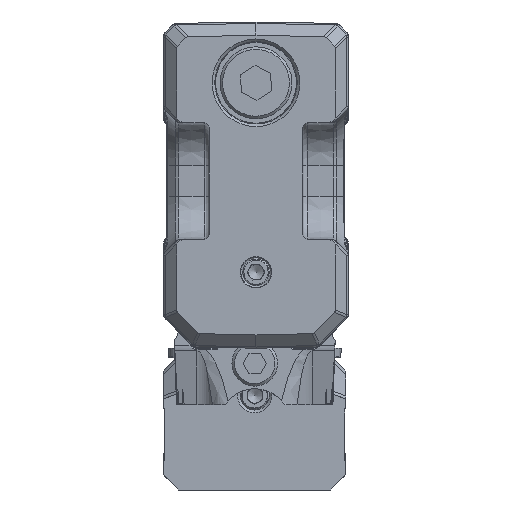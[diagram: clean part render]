
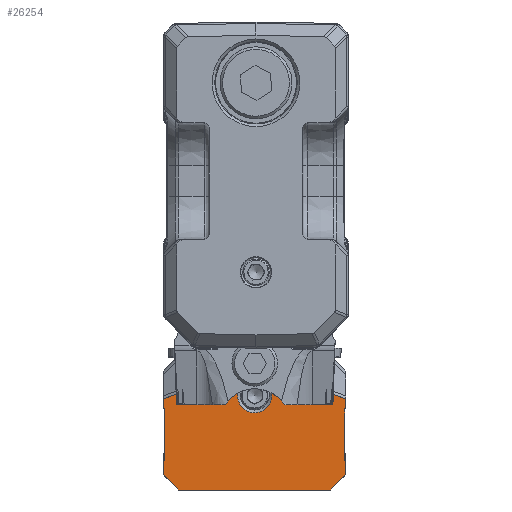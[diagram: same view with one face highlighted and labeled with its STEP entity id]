
A CAD part, front view. The second image highlights one B-rep face of the part: STEP entity #26254.
In plain terms, the highlighted planar face has unit normal (0, -1, 0).
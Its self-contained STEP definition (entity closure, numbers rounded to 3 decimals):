
#21312=FACE_BOUND('',#40750,.T.);
#21313=FACE_BOUND('',#40751,.T.);
#26254=ADVANCED_FACE('',(#21312,#21313),#29448,.F.);
#29448=PLANE('',#122212);
#40750=EDGE_LOOP('',(#64855,#64856,#64857,#64858,#64859,#64860,#64861,#64862,
#64863,#64864,#64865,#64866,#64867,#64868,#64869,#64870,#64871,#64872,#64873,
#64874,#64875,#64876));
#40751=EDGE_LOOP('',(#64877));
#64855=ORIENTED_EDGE('',*,*,#90591,.T.);
#64856=ORIENTED_EDGE('',*,*,#87686,.T.);
#64857=ORIENTED_EDGE('',*,*,#87687,.F.);
#64858=ORIENTED_EDGE('',*,*,#87705,.T.);
#64859=ORIENTED_EDGE('',*,*,#90590,.T.);
#64860=ORIENTED_EDGE('',*,*,#90339,.T.);
#64861=ORIENTED_EDGE('',*,*,#88273,.F.);
#64862=ORIENTED_EDGE('',*,*,#90406,.T.);
#64863=ORIENTED_EDGE('',*,*,#90578,.T.);
#64864=ORIENTED_EDGE('',*,*,#87760,.T.);
#64865=ORIENTED_EDGE('',*,*,#87746,.T.);
#64866=ORIENTED_EDGE('',*,*,#87735,.T.);
#64867=ORIENTED_EDGE('',*,*,#88260,.T.);
#64868=ORIENTED_EDGE('',*,*,#90409,.F.);
#64869=ORIENTED_EDGE('',*,*,#90057,.F.);
#64870=ORIENTED_EDGE('',*,*,#90059,.F.);
#64871=ORIENTED_EDGE('',*,*,#90468,.F.);
#64872=ORIENTED_EDGE('',*,*,#88211,.T.);
#64873=ORIENTED_EDGE('',*,*,#90470,.T.);
#64874=ORIENTED_EDGE('',*,*,#90364,.T.);
#64875=ORIENTED_EDGE('',*,*,#90363,.T.);
#64876=ORIENTED_EDGE('',*,*,#90044,.T.);
#64877=ORIENTED_EDGE('',*,*,#87987,.T.);
#75641=VERTEX_POINT('',#191934);
#75642=VERTEX_POINT('',#191936);
#75643=VERTEX_POINT('',#191940);
#75658=VERTEX_POINT('',#191974);
#75679=VERTEX_POINT('',#192031);
#75682=VERTEX_POINT('',#192036);
#75692=VERTEX_POINT('',#192060);
#75701=VERTEX_POINT('',#192084);
#75887=VERTEX_POINT('',#192648);
#76065=VERTEX_POINT('',#193155);
#76066=VERTEX_POINT('',#193157);
#76112=VERTEX_POINT('',#193316);
#76121=VERTEX_POINT('',#193340);
#76122=VERTEX_POINT('',#193342);
#77247=VERTEX_POINT('',#204962);
#77248=VERTEX_POINT('',#204964);
#77254=VERTEX_POINT('',#204985);
#77255=VERTEX_POINT('',#204987);
#77256=VERTEX_POINT('',#204991);
#77374=VERTEX_POINT('',#206671);
#77385=VERTEX_POINT('',#206754);
#77386=VERTEX_POINT('',#206758);
#77400=VERTEX_POINT('',#206913);
#87686=EDGE_CURVE('',#75641,#75642,#98506,.T.);
#87687=EDGE_CURVE('',#75643,#75642,#98507,.T.);
#87705=EDGE_CURVE('',#75643,#75658,#98520,.T.);
#87735=EDGE_CURVE('',#75679,#75682,#98541,.T.);
#87746=EDGE_CURVE('',#75692,#75679,#98547,.T.);
#87760=EDGE_CURVE('',#75701,#75692,#98558,.T.);
#87987=EDGE_CURVE('',#75887,#75887,#111751,.T.);
#88211=EDGE_CURVE('',#76066,#76065,#98770,.T.);
#88260=EDGE_CURVE('',#75682,#76112,#98789,.T.);
#88273=EDGE_CURVE('',#76121,#76122,#98799,.T.);
#90044=EDGE_CURVE('',#77248,#77247,#99427,.T.);
#90057=EDGE_CURVE('',#77255,#77254,#112311,.T.);
#90059=EDGE_CURVE('',#77256,#77255,#99440,.T.);
#90339=EDGE_CURVE('',#77374,#76122,#99588,.T.);
#90363=EDGE_CURVE('',#77385,#77248,#112345,.T.);
#90364=EDGE_CURVE('',#77386,#77385,#99604,.T.);
#90406=EDGE_CURVE('',#76121,#77400,#99638,.T.);
#90409=EDGE_CURVE('',#77254,#76112,#99641,.T.);
#90468=EDGE_CURVE('',#76066,#77256,#112361,.T.);
#90470=EDGE_CURVE('',#76065,#77386,#112362,.T.);
#90578=EDGE_CURVE('',#77400,#75701,#99739,.T.);
#90590=EDGE_CURVE('',#75658,#77374,#99751,.T.);
#90591=EDGE_CURVE('',#77247,#75641,#99752,.T.);
#98506=LINE('',#191937,#106808);
#98507=LINE('',#191939,#106809);
#98520=LINE('',#191975,#106822);
#98541=LINE('',#192037,#106843);
#98547=LINE('',#192059,#106849);
#98558=LINE('',#192087,#106860);
#98770=LINE('',#193156,#107072);
#98789=LINE('',#193317,#107091);
#98799=LINE('',#193341,#107101);
#99427=LINE('',#204963,#107802);
#99440=LINE('',#204992,#107815);
#99588=LINE('',#206673,#107963);
#99604=LINE('',#206757,#107979);
#99638=LINE('',#206914,#108013);
#99641=LINE('',#206920,#108016);
#99739=LINE('',#207587,#108114);
#99751=LINE('',#207617,#108126);
#99752=LINE('',#207620,#108127);
#106808=VECTOR('',#138935,1.);
#106809=VECTOR('',#138938,1.);
#106822=VECTOR('',#138965,1.);
#106843=VECTOR('',#139020,1.);
#106849=VECTOR('',#139040,1.);
#106860=VECTOR('',#139063,1.);
#107072=VECTOR('',#140005,1.);
#107091=VECTOR('',#140066,1.);
#107101=VECTOR('',#140086,1.);
#107802=VECTOR('',#142821,1.);
#107815=VECTOR('',#142848,1.);
#107963=VECTOR('',#143364,1.);
#107979=VECTOR('',#143446,1.);
#108013=VECTOR('',#143536,1.);
#108016=VECTOR('',#143543,1.);
#108114=VECTOR('',#143967,1.);
#108126=VECTOR('',#144015,1.);
#108127=VECTOR('',#144020,1.);
#111751=CIRCLE('',#120554,1.7);
#112311=CIRCLE('',#121779,0.8);
#112345=CIRCLE('',#121996,0.8);
#112361=CIRCLE('',#122088,0.8);
#112362=CIRCLE('',#122092,0.8);
#120554=AXIS2_PLACEMENT_3D('',#192647,#139540,#139541);
#121779=AXIS2_PLACEMENT_3D('',#204988,#142843,#142844);
#121996=AXIS2_PLACEMENT_3D('',#206755,#143442,#143443);
#122088=AXIS2_PLACEMENT_3D('',#207237,#143687,#143688);
#122092=AXIS2_PLACEMENT_3D('',#207242,#143696,#143697);
#122212=AXIS2_PLACEMENT_3D('',#207622,#144023,#144024);
#138935=DIRECTION('',(1.,0.,0.));
#138938=DIRECTION('',(0.,0.,1.));
#138965=DIRECTION('',(-1.,0.,0.));
#139020=DIRECTION('',(1.,0.,0.));
#139040=DIRECTION('',(0.,0.,1.));
#139063=DIRECTION('',(-1.,0.,0.));
#139540=DIRECTION('',(0.,1.,0.));
#139541=DIRECTION('',(-1.,0.,0.));
#140005=DIRECTION('',(-1.,0.,0.));
#140066=DIRECTION('',(0.,0.,1.));
#140086=DIRECTION('',(-1.,0.,0.));
#142821=DIRECTION('',(-0.94,0.,-0.342));
#142843=DIRECTION('',(0.,-1.,0.));
#142844=DIRECTION('',(-1.,0.,0.));
#142848=DIRECTION('',(-0.5,0.,-0.866));
#143364=DIRECTION('',(0.707,0.,-0.707));
#143442=DIRECTION('',(0.,1.,0.));
#143443=DIRECTION('',(-1.,0.,0.));
#143446=DIRECTION('',(0.5,0.,-0.866));
#143536=DIRECTION('',(0.707,0.,0.707));
#143543=DIRECTION('',(0.94,0.,-0.342));
#143687=DIRECTION('',(0.,1.,0.));
#143688=DIRECTION('',(-1.,0.,0.));
#143696=DIRECTION('',(0.,-1.,0.));
#143697=DIRECTION('',(-1.,0.,0.));
#143967=DIRECTION('',(0.,0.,1.));
#144015=DIRECTION('',(0.,0.,-1.));
#144020=DIRECTION('',(0.,0.,-1.));
#144023=DIRECTION('',(0.,1.,0.));
#144024=DIRECTION('',(0.,0.,1.));
#191934=CARTESIAN_POINT('',(-9.,202.5,-38.2));
#191936=CARTESIAN_POINT('',(-8.885,202.5,-38.2));
#191937=CARTESIAN_POINT('',(0.,202.5,-38.2));
#191939=CARTESIAN_POINT('',(-8.885,202.5,-46.2));
#191940=CARTESIAN_POINT('',(-8.885,202.5,-43.285));
#191974=CARTESIAN_POINT('',(-9.,202.5,-43.285));
#191975=CARTESIAN_POINT('',(0.,202.5,-43.285));
#192031=CARTESIAN_POINT('',(8.885,202.5,-38.2));
#192036=CARTESIAN_POINT('',(9.,202.5,-38.2));
#192037=CARTESIAN_POINT('',(0.,202.5,-38.2));
#192059=CARTESIAN_POINT('',(8.885,202.5,-46.2));
#192060=CARTESIAN_POINT('',(8.885,202.5,-43.285));
#192084=CARTESIAN_POINT('',(9.,202.5,-43.285));
#192087=CARTESIAN_POINT('',(0.,202.5,-43.285));
#192647=CARTESIAN_POINT('',(0.,202.5,-36.874));
#192648=CARTESIAN_POINT('',(-1.7,202.5,-36.874));
#193155=CARTESIAN_POINT('',(-5.922,202.5,-33.2));
#193156=CARTESIAN_POINT('',(0.,202.5,-33.2));
#193157=CARTESIAN_POINT('',(5.922,202.5,-33.2));
#193316=CARTESIAN_POINT('',(9.,202.5,-37.2));
#193317=CARTESIAN_POINT('',(9.,202.5,-46.2));
#193340=CARTESIAN_POINT('',(7.5,202.5,-46.2));
#193341=CARTESIAN_POINT('',(0.,202.5,-46.2));
#193342=CARTESIAN_POINT('',(-7.5,202.5,-46.2));
#204962=CARTESIAN_POINT('',(-9.,202.5,-37.2));
#204963=CARTESIAN_POINT('',(-3.945,202.5,-35.36));
#204964=CARTESIAN_POINT('',(-5.922,202.5,-36.08));
#204985=CARTESIAN_POINT('',(5.922,202.5,-36.08));
#204987=CARTESIAN_POINT('',(5.502,202.5,-34.928));
#204988=CARTESIAN_POINT('',(6.195,202.5,-35.328));
#204991=CARTESIAN_POINT('',(5.985,202.5,-34.092));
#204992=CARTESIAN_POINT('',(-0.754,202.5,-45.765));
#206671=CARTESIAN_POINT('',(-9.,202.5,-44.7));
#206673=CARTESIAN_POINT('',(-3.75,202.5,-49.95));
#206754=CARTESIAN_POINT('',(-5.502,202.5,-34.928));
#206755=CARTESIAN_POINT('',(-6.195,202.5,-35.328));
#206757=CARTESIAN_POINT('',(0.754,202.5,-45.765));
#206758=CARTESIAN_POINT('',(-5.985,202.5,-34.092));
#206913=CARTESIAN_POINT('',(9.,202.5,-44.7));
#206914=CARTESIAN_POINT('',(3.75,202.5,-49.95));
#206920=CARTESIAN_POINT('',(3.945,202.5,-35.36));
#207237=CARTESIAN_POINT('',(5.292,202.5,-33.692));
#207242=CARTESIAN_POINT('',(-5.292,202.5,-33.692));
#207587=CARTESIAN_POINT('',(9.,202.5,-46.2));
#207617=CARTESIAN_POINT('',(-9.,202.5,-46.2));
#207620=CARTESIAN_POINT('',(-9.,202.5,-46.2));
#207622=CARTESIAN_POINT('',(0.,202.5,-46.2));
